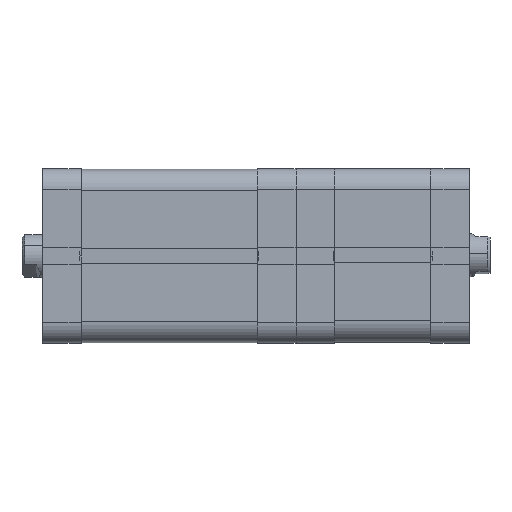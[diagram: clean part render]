
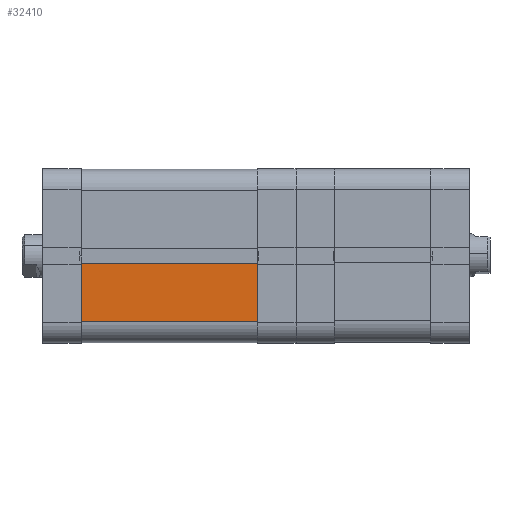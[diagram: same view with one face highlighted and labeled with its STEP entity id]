
A CAD part, front view. The second image highlights one B-rep face of the part: STEP entity #32410.
In plain terms, the highlighted planar face has unit normal (0, -1, 0).
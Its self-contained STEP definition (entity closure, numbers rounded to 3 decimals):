
#279 = LINE ( 'NONE', #3712, #16651 ) ;
#3175 = CARTESIAN_POINT ( 'NONE',  ( 66., -32.5, -32.5 ) ) ;
#3712 = CARTESIAN_POINT ( 'NONE',  ( 0., -32.5, -32.5 ) ) ;
#4227 = EDGE_LOOP ( 'NONE', ( #20532, #10362, #30899, #9544 ) ) ;
#5186 = EDGE_CURVE ( 'NONE', #39420, #19414, #21242, .T. ) ;
#5604 = FACE_OUTER_BOUND ( 'NONE', #4227, .T. ) ;
#7002 = CARTESIAN_POINT ( 'NONE',  ( 66.001, -32.5, -2.8 ) ) ;
#9544 = ORIENTED_EDGE ( 'NONE', *, *, #5186, .F. ) ;
#10362 = ORIENTED_EDGE ( 'NONE', *, *, #35421, .T. ) ;
#11400 = LINE ( 'NONE', #23566, #33341 ) ;
#11580 = CARTESIAN_POINT ( 'NONE',  ( 0., -32.5, -24.5 ) ) ;
#11868 = CARTESIAN_POINT ( 'NONE',  ( 66., -32.5, -24.5 ) ) ;
#11929 = CARTESIAN_POINT ( 'NONE',  ( 0., -32.5, -2.8 ) ) ;
#12260 = CARTESIAN_POINT ( 'NONE',  ( 66., -32.5, -32.5 ) ) ;
#12299 = VECTOR ( 'NONE', #30764, 1000. ) ;
#12606 = EDGE_CURVE ( 'NONE', #39420, #20427, #21568, .T. ) ;
#15113 = VERTEX_POINT ( 'NONE', #11580 ) ;
#15626 = DIRECTION ( 'NONE',  ( 0., 0., -1. ) ) ;
#16651 = VECTOR ( 'NONE', #28314, 1000. ) ;
#19414 = VERTEX_POINT ( 'NONE', #11868 ) ;
#20427 = VERTEX_POINT ( 'NONE', #11929 ) ;
#20532 = ORIENTED_EDGE ( 'NONE', *, *, #12606, .T. ) ;
#21242 = LINE ( 'NONE', #12260, #36752 ) ;
#21568 = LINE ( 'NONE', #7002, #12299 ) ;
#23551 = EDGE_CURVE ( 'NONE', #15113, #19414, #11400, .T. ) ;
#23566 = CARTESIAN_POINT ( 'NONE',  ( 66., -32.5, -24.5 ) ) ;
#23692 = CARTESIAN_POINT ( 'NONE',  ( 66., -32.5, -2.8 ) ) ;
#23778 = DIRECTION ( 'NONE',  ( 0., 1., 0. ) ) ;
#28314 = DIRECTION ( 'NONE',  ( 0., 0., -1. ) ) ;
#30584 = PLANE ( 'NONE',  #31764 ) ;
#30764 = DIRECTION ( 'NONE',  ( -1., 0., 0. ) ) ;
#30899 = ORIENTED_EDGE ( 'NONE', *, *, #23551, .T. ) ;
#31764 = AXIS2_PLACEMENT_3D ( 'NONE', #3175, #23778, #32795 ) ;
#32410 = ADVANCED_FACE ( 'NONE', ( #5604 ), #30584, .F. ) ;
#32795 = DIRECTION ( 'NONE',  ( 0., 0., 1. ) ) ;
#33341 = VECTOR ( 'NONE', #35786, 1000. ) ;
#35421 = EDGE_CURVE ( 'NONE', #20427, #15113, #279, .T. ) ;
#35786 = DIRECTION ( 'NONE',  ( 1., 0., 0. ) ) ;
#36752 = VECTOR ( 'NONE', #15626, 1000. ) ;
#39420 = VERTEX_POINT ( 'NONE', #23692 ) ;
